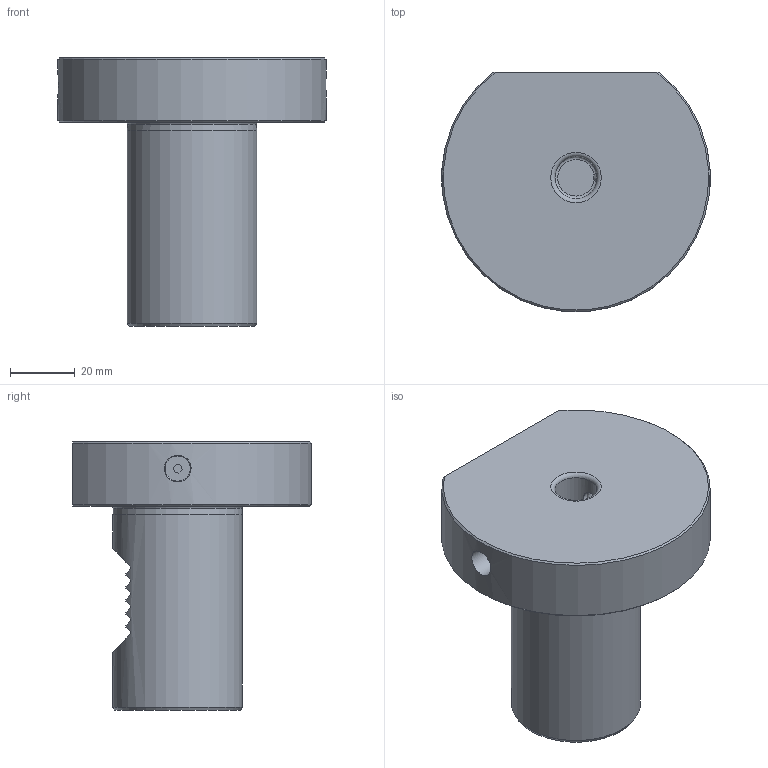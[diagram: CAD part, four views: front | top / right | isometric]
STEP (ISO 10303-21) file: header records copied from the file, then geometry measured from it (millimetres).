
FILE_DESCRIPTION(/* description */ (''),/* implementation_level */ '2;1');
FILE_NAME(/* name */ '10001154713nxv000_00_214.stp',/* time_stamp */ '2023-02-09T09:40:03+01:00',/* author */ (''),/* organization */ (''),/* preprocessor_version */ 'ST-DEVELOPER v18.1',/* originating_system */ 'SIEMENS PLM Software NX 2000',/* authorisation */ '');
FILE_SCHEMA (('AUTOMOTIVE_DESIGN { 1 0 10303 214 3 1 1 1 }'));
Length unit declared in the file: millimetre
Products named in the file (1): 10001154713nxv000_00
Bounding box: 83 x 73.85 x 83 mm (x, y, z)
Volume: 172495.9 mm3; surface area: 25675.8 mm2
Topology: 1 solids, 1 shells, 90 faces, 257 edges, 207 vertices
Faces by surface type: plane 44, cylinder 19, cone 13, bspline 10, torus 4
Full cylindrical faces by diameter (mm): 0.8 x1, 5.2 x2, 6.4 x1, 7.8 x1, 8.3 x1, 13 x1, 13.3 x1, 14 x1, 40 x1
Entity records: 3670 total; most frequent: CARTESIAN_POINT 1452, DIRECTION 398, ORIENTED_EDGE 386, EDGE_CURVE 193, VERTEX_POINT 141, AXIS2_PLACEMENT_3D 141, EDGE_LOOP 124, LINE 116
